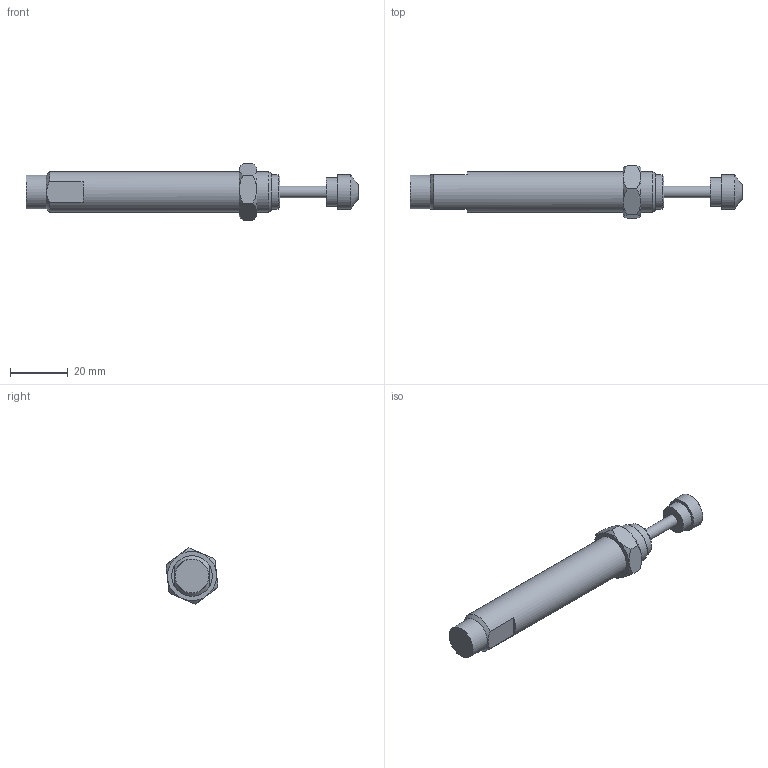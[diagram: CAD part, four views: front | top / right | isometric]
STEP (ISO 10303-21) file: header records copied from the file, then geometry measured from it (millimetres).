
FILE_DESCRIPTION((''),'2;1');
FILE_NAME('MSL-S5.stp','2012-11-22T13:24:39',('hartung_david'),(''),'Autodesk Inventor 2012','Autodesk Inventor 2012','');
FILE_SCHEMA(('AUTOMOTIVE_DESIGN { 1 0 10303 214 1 1 1 1 }'));
Length unit declared in the file: millimetre
Products named in the file (4): MSL-S5-0-000-ZSB; MSL-S5-010; MSL-S5-020; MSL-S5-030
Assembly tree (3 placements, depth 2):
  MSL-S5-0-000-ZSB
    MSL-S5-010
    MSL-S5-020
    MSL-S5-030
Bounding box: 114.7 x 17.96 x 19.52 mm (x, y, z)
Volume: 14596.6 mm3; surface area: 5759.8 mm2
Topology: 3 solids, 3 shells, 48 faces, 95 edges, 58 vertices
Faces by surface type: plane 21, cone 18, cylinder 9
Full cylindrical faces by diameter (mm): 1 x1, 4 x2, 9.9 x1, 11.7 x1, 11.93 x1, 12 x1, 12.16 x1, 14 x1
Entity records: 1218 total; most frequent: CARTESIAN_POINT 237, DIRECTION 198, ORIENTED_EDGE 152, AXIS2_PLACEMENT_3D 93, EDGE_CURVE 76, EDGE_LOOP 70, VERTEX_POINT 54, FACE_OUTER_BOUND 48
